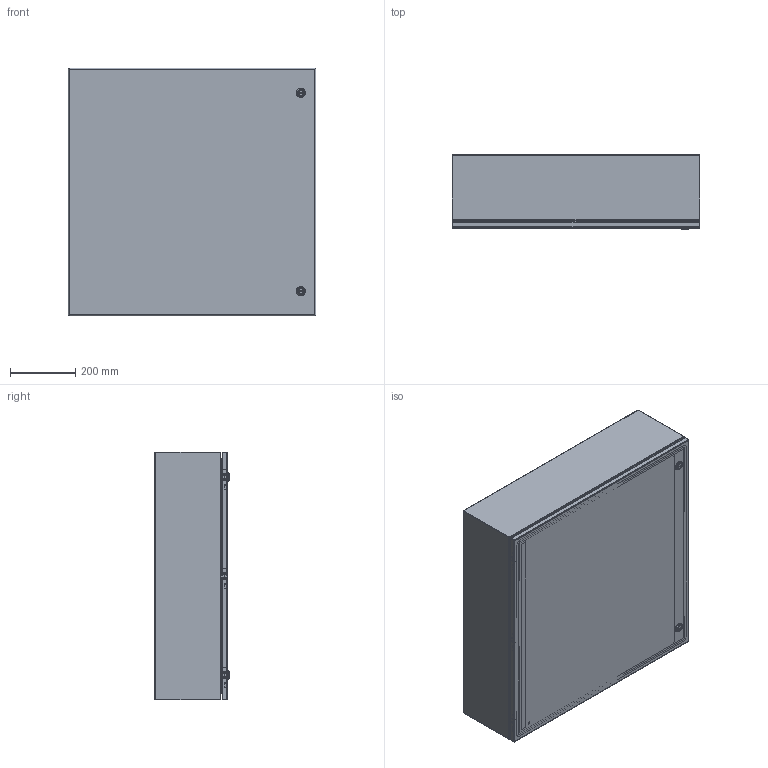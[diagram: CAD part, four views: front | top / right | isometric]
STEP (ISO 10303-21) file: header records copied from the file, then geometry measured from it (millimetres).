
FILE_DESCRIPTION (( 'STEP AP203' ), '1' );
FILE_NAME ('EN4SD30308SS_Default.step', '2019-11-14T20:59:47', ( '' ), ( '' ), 'SwSTEP 2.0', 'SolidWorks 2019', '' );
FILE_SCHEMA (( 'CONFIG_CONTROL_DESIGN' ));
Length unit declared in the file: inch
Products named in the file (1): EN4SD30308SS_Default
Bounding box: 762 x 228.65 x 762 mm (x, y, z)
Volume: 3785562.2 mm3; surface area: 4177244 mm2
Topology: 33 solids, 34 shells, 923 faces, 2189 edges, 1366 vertices
Faces by surface type: plane 450, cylinder 301, bspline 110, torus 36, cone 26
Entity records: 30476 total; most frequent: CARTESIAN_POINT 9479, ORIENTED_EDGE 4346, DIRECTION 4315, EDGE_CURVE 2173, AXIS2_PLACEMENT_3D 1534, VERTEX_POINT 1366, VECTOR 1247, LINE 1247
